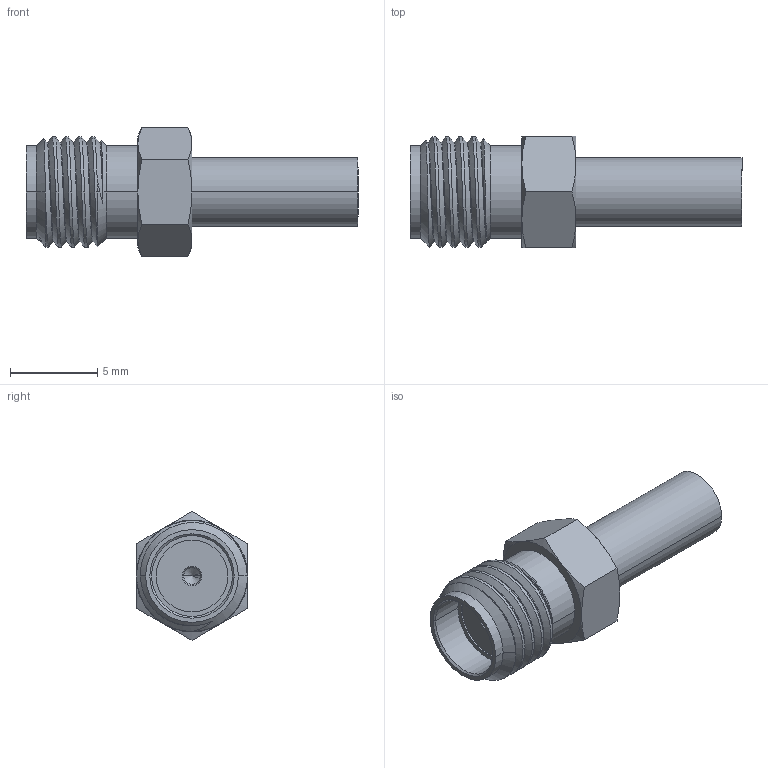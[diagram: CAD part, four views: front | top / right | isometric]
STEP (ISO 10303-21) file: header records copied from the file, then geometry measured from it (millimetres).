
FILE_DESCRIPTION (( 'STEP AP203' ), '1' );
FILE_NAME ('SMAFST.J.DK.HT.STEP', '2021-12-04T14:20:35', ( 'admin' ), ( '' ), 'SwSTEP 2.0', 'SolidWorks 2015', '' );
FILE_SCHEMA (( 'CONFIG_CONTROL_DESIGN' ));
Length unit declared in the file: millimetre
Products named in the file (1): SMAFST.J.DK.HT
Bounding box: 19 x 6.4 x 7.39 mm (x, y, z)
Volume: 296.3 mm3; surface area: 601.2 mm2
Topology: 1 solids, 1 shells, 70 faces, 158 edges, 96 vertices
Faces by surface type: cylinder 27, cone 25, plane 15, bspline 3
Entity records: 3466 total; most frequent: CARTESIAN_POINT 1926, ORIENTED_EDGE 312, DIRECTION 295, EDGE_CURVE 156, AXIS2_PLACEMENT_3D 125, VERTEX_POINT 96, EDGE_LOOP 78, FACE_OUTER_BOUND 70
